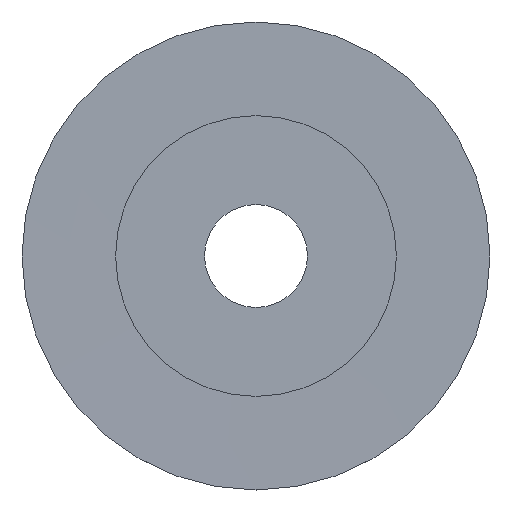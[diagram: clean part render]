
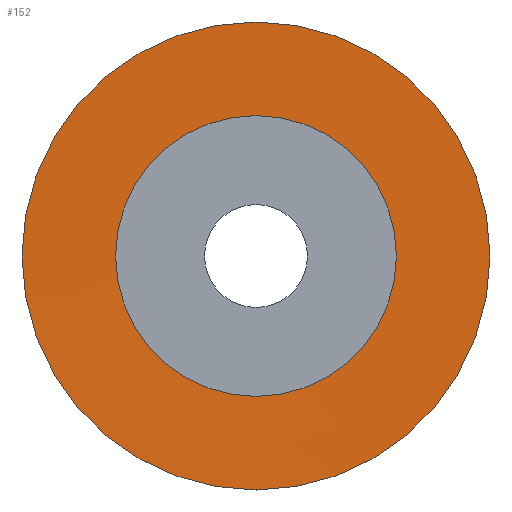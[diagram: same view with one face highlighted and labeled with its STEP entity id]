
A CAD part, top view. The second image highlights one B-rep face of the part: STEP entity #152.
In plain terms, the highlighted conical face has half-angle 89.914 degrees and reference radius 50 mm.
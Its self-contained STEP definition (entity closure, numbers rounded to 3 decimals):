
#7 = DIRECTION ( 'NONE',  ( 0., -1., 0. ) ) ;
#16 = VERTEX_POINT ( 'NONE', #221 ) ;
#28 = FACE_BOUND ( 'NONE', #61, .T. ) ;
#30 = AXIS2_PLACEMENT_3D ( 'NONE', #182, #146, #102 ) ;
#55 = VERTEX_POINT ( 'NONE', #130 ) ;
#61 = EDGE_LOOP ( 'NONE', ( #62 ) ) ;
#62 = ORIENTED_EDGE ( 'NONE', *, *, #129, .T. ) ;
#70 = CIRCLE ( 'NONE', #30, 30. ) ;
#81 = EDGE_CURVE ( 'NONE', #16, #16, #164, .T. ) ;
#82 = AXIS2_PLACEMENT_3D ( 'NONE', #183, #212, #7 ) ;
#87 = DIRECTION ( 'NONE',  ( 0., 0., -1. ) ) ;
#94 = CONICAL_SURFACE ( 'NONE', #82, 50., 1.569 ) ;
#102 = DIRECTION ( 'NONE',  ( 0., 1., 0. ) ) ;
#127 = FACE_OUTER_BOUND ( 'NONE', #137, .T. ) ;
#129 = EDGE_CURVE ( 'NONE', #55, #55, #70, .T. ) ;
#130 = CARTESIAN_POINT ( 'NONE',  ( 0., 30., 0.97 ) ) ;
#137 = EDGE_LOOP ( 'NONE', ( #190 ) ) ;
#146 = DIRECTION ( 'NONE',  ( 0., 0., -1. ) ) ;
#152 = ADVANCED_FACE ( 'NONE', ( #28, #127 ), #94, .F. ) ;
#153 = AXIS2_PLACEMENT_3D ( 'NONE', #196, #87, #166 ) ;
#164 = CIRCLE ( 'NONE', #153, 50. ) ;
#166 = DIRECTION ( 'NONE',  ( 0., 1., 0. ) ) ;
#182 = CARTESIAN_POINT ( 'NONE',  ( 0., 0., 0.97 ) ) ;
#183 = CARTESIAN_POINT ( 'NONE',  ( 0., 0., 1. ) ) ;
#190 = ORIENTED_EDGE ( 'NONE', *, *, #81, .F. ) ;
#196 = CARTESIAN_POINT ( 'NONE',  ( 0., 0., 1. ) ) ;
#212 = DIRECTION ( 'NONE',  ( 0., 0., 1. ) ) ;
#221 = CARTESIAN_POINT ( 'NONE',  ( 0., 50., 1. ) ) ;
